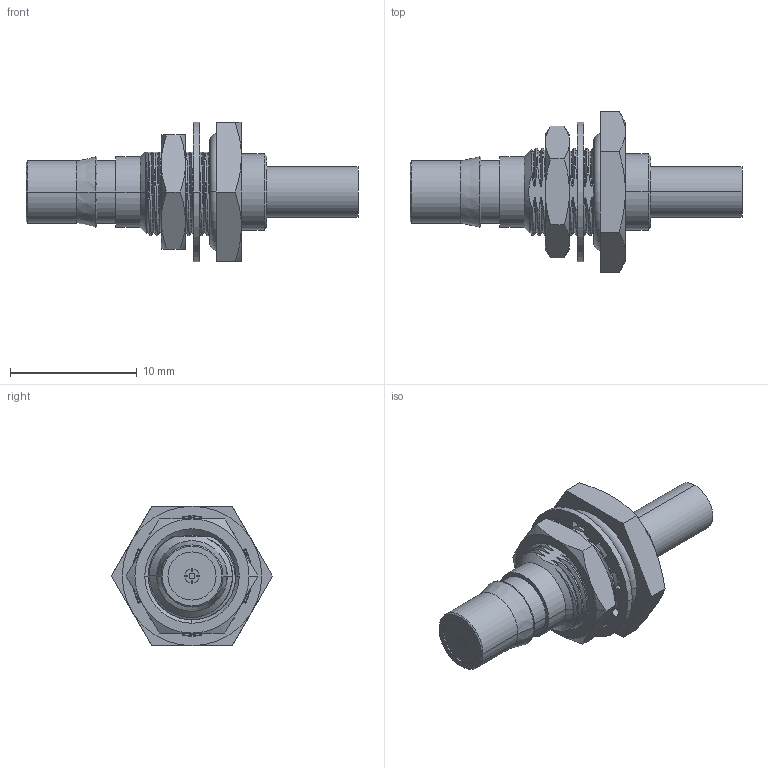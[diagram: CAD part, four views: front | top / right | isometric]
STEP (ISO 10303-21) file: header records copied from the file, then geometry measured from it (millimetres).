
FILE_DESCRIPTION (( 'STEP AP214' ), '1' );
FILE_NAME ('FMCN5371_3D.step', '2025-04-17T23:23:12', ( '' ), ( '' ), 'SwSTEP 2.0', 'SolidWorks 2022', '' );
FILE_SCHEMA (( 'AUTOMOTIVE_DESIGN' ));
Length unit declared in the file: inch
Products named in the file (7): Body^FMCN5371; O-Ring^FMCN5371; Washer^FMCN5371; Hex Nut^FMCN5371; Ferrule^FMCN5371; FMCN5371_3D; Center Pin^FMCN5371
Assembly tree (6 placements, depth 2):
  FMCN5371_3D
    Body^FMCN5371
    O-Ring^FMCN5371
    Washer^FMCN5371
    Hex Nut^FMCN5371
    Ferrule^FMCN5371
    Center Pin^FMCN5371
Bounding box: 26.2 x 12.7 x 11 mm (x, y, z)
Volume: 803.9 mm3; surface area: 1329.3 mm2
Topology: 6 solids, 6 shells, 254 faces, 642 edges, 404 vertices
Faces by surface type: cylinder 89, plane 69, cone 52, bspline 36, torus 8
Entity records: 21415 total; most frequent: CARTESIAN_POINT 15503, ORIENTED_EDGE 1276, DIRECTION 1067, EDGE_CURVE 638, AXIS2_PLACEMENT_3D 422, VERTEX_POINT 404, EDGE_LOOP 272, FACE_OUTER_BOUND 254
